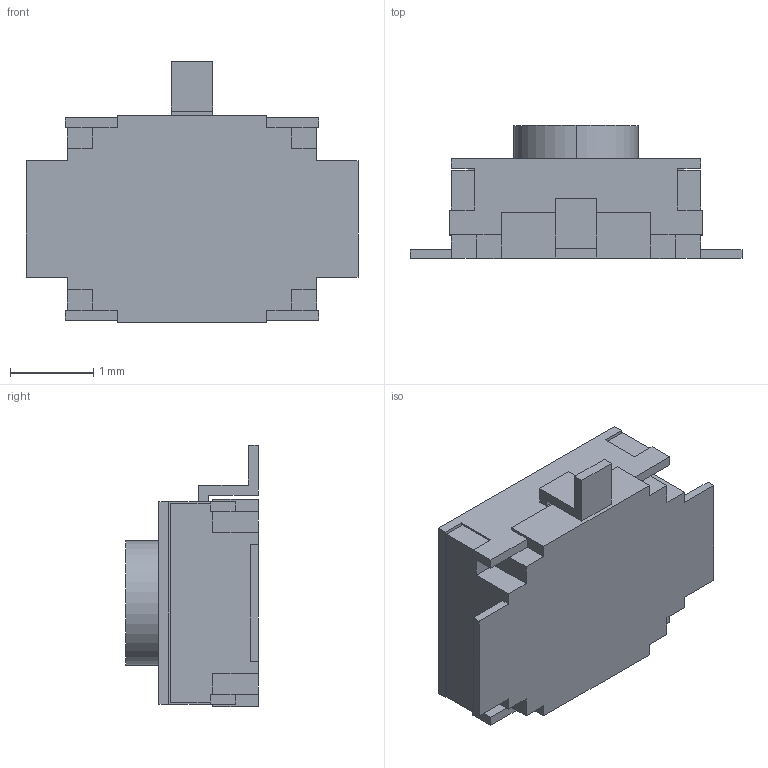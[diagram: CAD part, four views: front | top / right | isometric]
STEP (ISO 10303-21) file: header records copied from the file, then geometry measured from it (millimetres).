
FILE_DESCRIPTION (( 'STEP AP203' ), '1' );
FILE_NAME ('B3U_1100P[].step', '2015-05-29T09:22:14', ( 'OSMC1.0 ' ), ( ' ' ), 'SwSTEP 2.0', 'SolidWorks 2002025', '' );
FILE_SCHEMA (( 'CONFIG_CONTROL_DESIGN' ));
Length unit declared in the file: millimetre
Products named in the file (1): B3U_1100P[]
Bounding box: 4 x 1.6 x 3.15 mm (x, y, z)
Volume: 9.5 mm3; surface area: 37.2 mm2
Topology: 1 solids, 1 shells, 86 faces, 242 edges, 160 vertices
Faces by surface type: plane 84, cylinder 2
Entity records: 2795 total; most frequent: CARTESIAN_POINT 489, ORIENTED_EDGE 484, DIRECTION 420, EDGE_CURVE 242, LINE 238, VECTOR 238, VERTEX_POINT 160, AXIS2_PLACEMENT_3D 91
